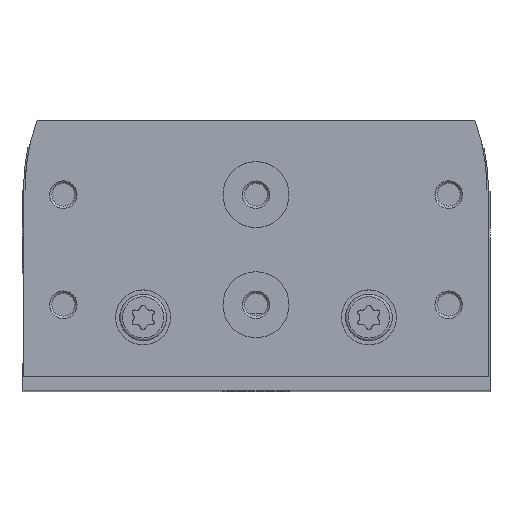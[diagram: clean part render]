
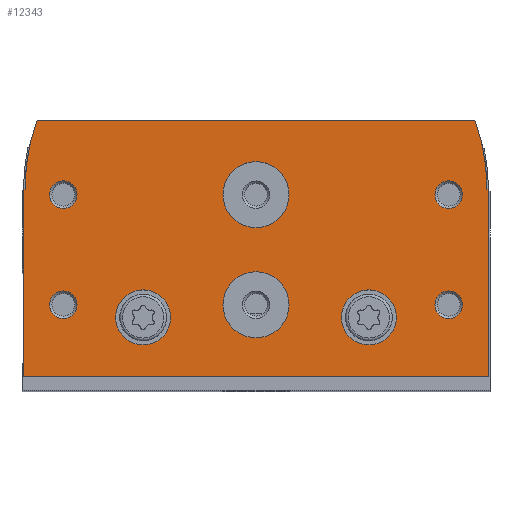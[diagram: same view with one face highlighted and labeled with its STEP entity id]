
A CAD part, top view. The second image highlights one B-rep face of the part: STEP entity #12343.
In plain terms, the highlighted planar face has unit normal (0, 0, 1).
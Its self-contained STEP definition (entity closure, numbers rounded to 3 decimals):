
#495=LINE('',#19225,#1239);
#500=LINE('',#19235,#1244);
#507=LINE('',#19252,#1251);
#513=LINE('',#19264,#1257);
#521=LINE('',#19285,#1265);
#522=LINE('',#19333,#1266);
#1239=VECTOR('',#15656,1000.);
#1244=VECTOR('',#15663,1000.);
#1251=VECTOR('',#15678,1000.);
#1257=VECTOR('',#15688,1000.);
#1265=VECTOR('',#15710,1000.);
#1266=VECTOR('',#15759,1000.);
#1709=PLANE('',#13323);
#3184=ORIENTED_EDGE('',*,*,#5573,.F.);
#3185=ORIENTED_EDGE('',*,*,#5574,.F.);
#3186=ORIENTED_EDGE('',*,*,#5575,.T.);
#3187=ORIENTED_EDGE('',*,*,#5576,.T.);
#3188=ORIENTED_EDGE('',*,*,#5577,.T.);
#3189=ORIENTED_EDGE('',*,*,#5578,.T.);
#3190=ORIENTED_EDGE('',*,*,#5579,.T.);
#3191=ORIENTED_EDGE('',*,*,#5580,.T.);
#3192=ORIENTED_EDGE('',*,*,#5536,.T.);
#3193=ORIENTED_EDGE('',*,*,#5530,.T.);
#3194=ORIENTED_EDGE('',*,*,#5548,.T.);
#3195=ORIENTED_EDGE('',*,*,#5516,.T.);
#3196=ORIENTED_EDGE('',*,*,#5521,.T.);
#3197=ORIENTED_EDGE('',*,*,#5525,.T.);
#3198=ORIENTED_EDGE('',*,*,#5572,.T.);
#3199=ORIENTED_EDGE('',*,*,#5542,.T.);
#5516=EDGE_CURVE('',#6840,#6839,#495,.T.);
#5521=EDGE_CURVE('',#6839,#6843,#500,.T.);
#5525=EDGE_CURVE('',#6843,#6845,#7663,.T.);
#5530=EDGE_CURVE('',#6847,#6849,#507,.T.);
#5536=EDGE_CURVE('',#6853,#6847,#513,.T.);
#5542=EDGE_CURVE('',#6858,#6853,#7665,.T.);
#5548=EDGE_CURVE('',#6849,#6840,#521,.T.);
#5572=EDGE_CURVE('',#6845,#6858,#522,.T.);
#5573=EDGE_CURVE('',#6883,#6883,#7691,.T.);
#5574=EDGE_CURVE('',#6884,#6884,#7692,.T.);
#5575=EDGE_CURVE('',#6885,#6885,#7693,.T.);
#5576=EDGE_CURVE('',#6886,#6886,#7694,.T.);
#5577=EDGE_CURVE('',#6887,#6887,#7695,.T.);
#5578=EDGE_CURVE('',#6888,#6888,#7696,.T.);
#5579=EDGE_CURVE('',#6889,#6889,#7697,.T.);
#5580=EDGE_CURVE('',#6890,#6890,#7698,.T.);
#6839=VERTEX_POINT('',#19224);
#6840=VERTEX_POINT('',#19226);
#6843=VERTEX_POINT('',#19234);
#6845=VERTEX_POINT('',#19241);
#6847=VERTEX_POINT('',#19246);
#6849=VERTEX_POINT('',#19251);
#6853=VERTEX_POINT('',#19262);
#6858=VERTEX_POINT('',#19277);
#6883=VERTEX_POINT('',#19336);
#6884=VERTEX_POINT('',#19338);
#6885=VERTEX_POINT('',#19340);
#6886=VERTEX_POINT('',#19342);
#6887=VERTEX_POINT('',#19344);
#6888=VERTEX_POINT('',#19346);
#6889=VERTEX_POINT('',#19348);
#6890=VERTEX_POINT('',#19350);
#7663=CIRCLE('',#13288,37.);
#7665=CIRCLE('',#13295,37.);
#7691=CIRCLE('',#13324,5.);
#7692=CIRCLE('',#13325,5.);
#7693=CIRCLE('',#13326,6.);
#7694=CIRCLE('',#13327,6.);
#7695=CIRCLE('',#13328,2.5);
#7696=CIRCLE('',#13329,2.5);
#7697=CIRCLE('',#13330,2.5);
#7698=CIRCLE('',#13331,2.5);
#8524=EDGE_LOOP('',(#3184));
#8525=EDGE_LOOP('',(#3185));
#8526=EDGE_LOOP('',(#3186));
#8527=EDGE_LOOP('',(#3187));
#8528=EDGE_LOOP('',(#3188));
#8529=EDGE_LOOP('',(#3189));
#8530=EDGE_LOOP('',(#3190));
#8531=EDGE_LOOP('',(#3191));
#8532=EDGE_LOOP('',(#3192,#3193,#3194,#3195,#3196,#3197,#3198,#3199));
#9446=FACE_BOUND('',#8524,.T.);
#9447=FACE_BOUND('',#8525,.T.);
#9448=FACE_BOUND('',#8526,.T.);
#9449=FACE_BOUND('',#8527,.T.);
#9450=FACE_BOUND('',#8528,.T.);
#9451=FACE_BOUND('',#8529,.T.);
#9452=FACE_BOUND('',#8530,.T.);
#9453=FACE_BOUND('',#8531,.T.);
#9454=FACE_BOUND('',#8532,.T.);
#12343=ADVANCED_FACE('',(#9446,#9447,#9448,#9449,#9450,#9451,#9452,#9453,
#9454),#1709,.T.);
#13288=AXIS2_PLACEMENT_3D('',#19242,#15670,#15671);
#13295=AXIS2_PLACEMENT_3D('',#19276,#15699,#15700);
#13323=AXIS2_PLACEMENT_3D('',#19334,#15760,#15761);
#13324=AXIS2_PLACEMENT_3D('',#19335,#15762,#15763);
#13325=AXIS2_PLACEMENT_3D('',#19337,#15764,#15765);
#13326=AXIS2_PLACEMENT_3D('',#19339,#15766,#15767);
#13327=AXIS2_PLACEMENT_3D('',#19341,#15768,#15769);
#13328=AXIS2_PLACEMENT_3D('',#19343,#15770,#15771);
#13329=AXIS2_PLACEMENT_3D('',#19345,#15772,#15773);
#13330=AXIS2_PLACEMENT_3D('',#19347,#15774,#15775);
#13331=AXIS2_PLACEMENT_3D('',#19349,#15776,#15777);
#15656=DIRECTION('',(0.,1.,0.));
#15663=DIRECTION('',(-0.866,0.5,0.));
#15670=DIRECTION('',(0.,0.,1.));
#15671=DIRECTION('',(1.,0.,0.));
#15678=DIRECTION('',(0.,-1.,0.));
#15688=DIRECTION('',(-0.866,-0.5,0.));
#15699=DIRECTION('',(0.,0.,1.));
#15700=DIRECTION('',(1.,0.,0.));
#15710=DIRECTION('',(1.,0.,0.));
#15759=DIRECTION('',(-1.,0.,0.));
#15760=DIRECTION('',(0.,0.,1.));
#15761=DIRECTION('',(1.,0.,0.));
#15762=DIRECTION('',(0.,0.,1.));
#15763=DIRECTION('',(1.,0.,0.));
#15764=DIRECTION('',(0.,0.,1.));
#15765=DIRECTION('',(1.,0.,0.));
#15766=DIRECTION('',(0.,0.,-1.));
#15767=DIRECTION('',(-1.,0.,0.));
#15768=DIRECTION('',(0.,0.,-1.));
#15769=DIRECTION('',(-1.,0.,0.));
#15770=DIRECTION('',(0.,0.,-1.));
#15771=DIRECTION('',(-1.,0.,0.));
#15772=DIRECTION('',(0.,0.,-1.));
#15773=DIRECTION('',(-1.,0.,0.));
#15774=DIRECTION('',(0.,0.,-1.));
#15775=DIRECTION('',(-1.,0.,0.));
#15776=DIRECTION('',(0.,0.,-1.));
#15777=DIRECTION('',(-1.,0.,0.));
#19224=CARTESIAN_POINT('',(42.25,33.827,0.));
#19225=CARTESIAN_POINT('',(42.25,0.,0.));
#19226=CARTESIAN_POINT('',(42.25,0.,0.));
#19234=CARTESIAN_POINT('',(41.95,34.,0.));
#19235=CARTESIAN_POINT('',(42.25,33.827,0.));
#19241=CARTESIAN_POINT('',(39.775,46.5,0.));
#19242=CARTESIAN_POINT('',(4.95,34.,0.));
#19246=CARTESIAN_POINT('',(-42.25,33.827,0.));
#19251=CARTESIAN_POINT('',(-42.25,0.,0.));
#19252=CARTESIAN_POINT('',(-42.25,33.827,0.));
#19262=CARTESIAN_POINT('',(-41.95,34.,0.));
#19264=CARTESIAN_POINT('',(-41.95,34.,0.));
#19276=CARTESIAN_POINT('',(-4.95,34.,0.));
#19277=CARTESIAN_POINT('',(-39.775,46.5,0.));
#19285=CARTESIAN_POINT('',(-42.25,0.,0.));
#19333=CARTESIAN_POINT('',(39.775,46.5,0.));
#19334=CARTESIAN_POINT('',(4.95,34.,0.));
#19335=CARTESIAN_POINT('',(-20.5,10.7,0.));
#19336=CARTESIAN_POINT('',(-15.5,10.7,0.));
#19337=CARTESIAN_POINT('',(20.5,10.7,0.));
#19338=CARTESIAN_POINT('',(25.5,10.7,0.));
#19339=CARTESIAN_POINT('',(0.,13.,0.));
#19340=CARTESIAN_POINT('',(-6.,13.,0.));
#19341=CARTESIAN_POINT('',(0.,33.,0.));
#19342=CARTESIAN_POINT('',(-6.,33.,0.));
#19343=CARTESIAN_POINT('',(35.,13.,0.));
#19344=CARTESIAN_POINT('',(32.5,13.,0.));
#19345=CARTESIAN_POINT('',(-35.,13.,0.));
#19346=CARTESIAN_POINT('',(-37.5,13.,0.));
#19347=CARTESIAN_POINT('',(-35.,33.,0.));
#19348=CARTESIAN_POINT('',(-37.5,33.,0.));
#19349=CARTESIAN_POINT('',(35.,33.,0.));
#19350=CARTESIAN_POINT('',(32.5,33.,0.));
